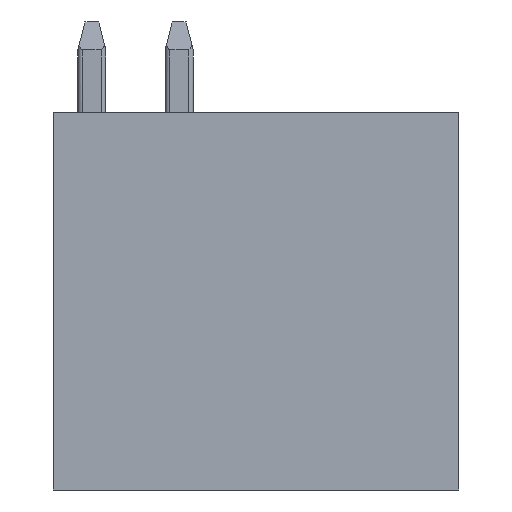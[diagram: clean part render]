
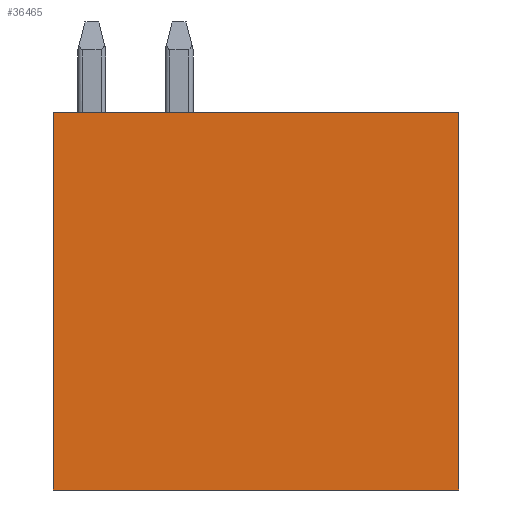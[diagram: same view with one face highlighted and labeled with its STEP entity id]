
A CAD part, front view. The second image highlights one B-rep face of the part: STEP entity #36465.
In plain terms, the highlighted planar face has unit normal (0, -1, 0).
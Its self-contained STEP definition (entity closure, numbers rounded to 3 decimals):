
#8977=DIRECTION('',(0.,0.,1.));
#8978=VECTOR('',#8977,10.8);
#8979=CARTESIAN_POINT('',(-5.49,-63.8,-6.62));
#8980=LINE('',#8979,#8978);
#8981=DIRECTION('',(1.,0.,0.));
#8982=VECTOR('',#8981,11.6);
#8983=CARTESIAN_POINT('',(-5.49,-63.8,4.18));
#8984=LINE('',#8983,#8982);
#8985=DIRECTION('',(0.,0.,-1.));
#8986=VECTOR('',#8985,10.8);
#8987=CARTESIAN_POINT('',(6.11,-63.8,4.18));
#8988=LINE('',#8987,#8986);
#8989=DIRECTION('',(-1.,0.,0.));
#8990=VECTOR('',#8989,11.6);
#8991=CARTESIAN_POINT('',(6.11,-63.8,-6.62));
#8992=LINE('',#8991,#8990);
#21593=CARTESIAN_POINT('',(-5.49,-63.8,-6.62));
#21594=CARTESIAN_POINT('',(-5.49,-63.8,4.18));
#21595=VERTEX_POINT('',#21593);
#21596=VERTEX_POINT('',#21594);
#21597=CARTESIAN_POINT('',(6.11,-63.8,4.18));
#21598=VERTEX_POINT('',#21597);
#21599=CARTESIAN_POINT('',(6.11,-63.8,-6.62));
#21600=VERTEX_POINT('',#21599);
#36454=CARTESIAN_POINT('',(0.,-63.8,0.));
#36455=DIRECTION('',(0.,1.,0.));
#36456=DIRECTION('',(1.,0.,0.));
#36457=AXIS2_PLACEMENT_3D('',#36454,#36455,#36456);
#36458=PLANE('',#36457);
#36459=ORIENTED_EDGE('',*,*,#26842,.T.);
#36460=ORIENTED_EDGE('',*,*,#27280,.T.);
#36461=ORIENTED_EDGE('',*,*,#27428,.T.);
#36462=ORIENTED_EDGE('',*,*,#36448,.T.);
#36463=EDGE_LOOP('',(#36459,#36460,#36461,#36462));
#36464=FACE_OUTER_BOUND('',#36463,.F.);
#36465=ADVANCED_FACE('',(#36464),#36458,.F.);
#26842=EDGE_CURVE('',#21595,#21596,#8980,.T.);
#27280=EDGE_CURVE('',#21596,#21598,#8984,.T.);
#27428=EDGE_CURVE('',#21598,#21600,#8988,.T.);
#36448=EDGE_CURVE('',#21600,#21595,#8992,.T.);
